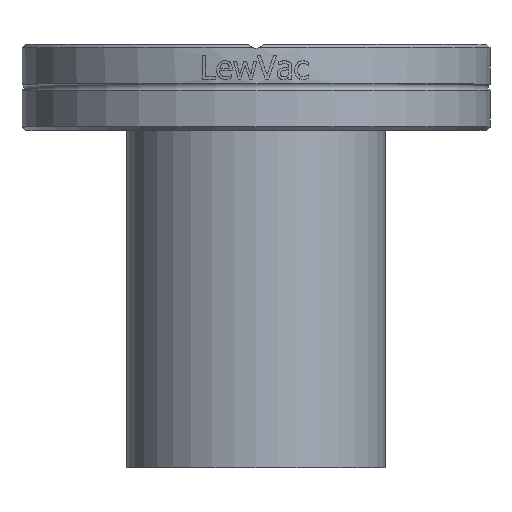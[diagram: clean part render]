
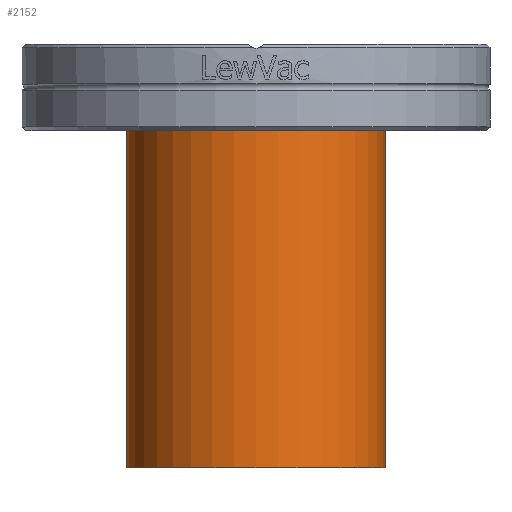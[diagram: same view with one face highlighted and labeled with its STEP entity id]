
A CAD part, top view. The second image highlights one B-rep face of the part: STEP entity #2152.
In plain terms, the highlighted cylindrical face has radius 19.05 mm (diameter 38.1 mm), a full revolution.
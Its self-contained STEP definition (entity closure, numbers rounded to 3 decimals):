
#418=CYLINDRICAL_SURFACE('',#2383,19.05);
#499=FACE_BOUND('',#704,.T.);
#558=FACE_OUTER_BOUND('',#703,.T.);
#703=EDGE_LOOP('',(#1519));
#704=EDGE_LOOP('',(#1520));
#890=CIRCLE('',#2384,19.05);
#891=CIRCLE('',#2385,19.05);
#976=VERTEX_POINT('',#3141);
#977=VERTEX_POINT('',#3143);
#1199=EDGE_CURVE('',#976,#976,#890,.T.);
#1200=EDGE_CURVE('',#977,#977,#891,.T.);
#1519=ORIENTED_EDGE('',*,*,#1199,.F.);
#1520=ORIENTED_EDGE('',*,*,#1200,.F.);
#2152=ADVANCED_FACE('',(#558,#499),#418,.T.);
#2383=AXIS2_PLACEMENT_3D('',#3140,#2617,#2618);
#2384=AXIS2_PLACEMENT_3D('',#3142,#2619,#2620);
#2385=AXIS2_PLACEMENT_3D('',#3144,#2621,#2622);
#2617=DIRECTION('center_axis',(0.,0.,1.));
#2618=DIRECTION('ref_axis',(-1.,0.,0.));
#2619=DIRECTION('center_axis',(0.,0.,1.));
#2620=DIRECTION('ref_axis',(-1.,0.,0.));
#2621=DIRECTION('center_axis',(0.,0.,-1.));
#2622=DIRECTION('ref_axis',(-1.,0.,0.));
#3140=CARTESIAN_POINT('Origin',(0.,0.,0.));
#3141=CARTESIAN_POINT('',(19.05,0.,57.2));
#3142=CARTESIAN_POINT('Origin',(0.,0.,57.2));
#3143=CARTESIAN_POINT('',(19.05,0.,0.));
#3144=CARTESIAN_POINT('Origin',(0.,0.,0.));
